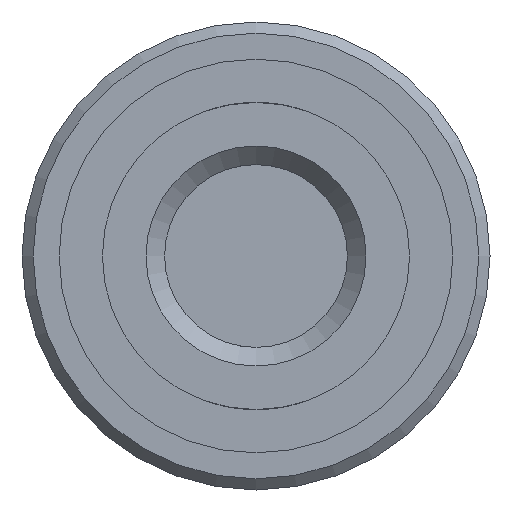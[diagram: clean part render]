
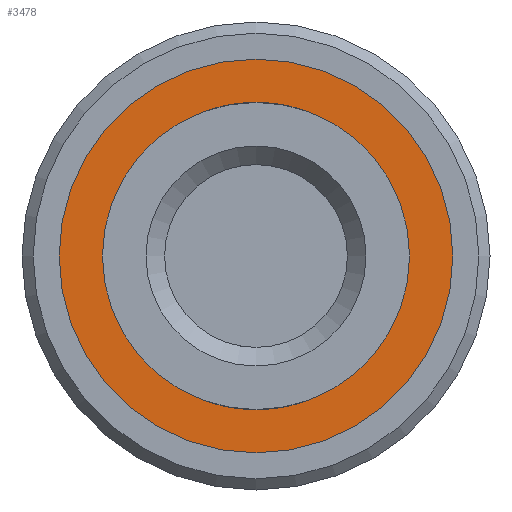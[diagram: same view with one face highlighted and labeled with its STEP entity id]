
A CAD part, left-side view. The second image highlights one B-rep face of the part: STEP entity #3478.
In plain terms, the highlighted planar face has unit normal (-1, 0, 0).
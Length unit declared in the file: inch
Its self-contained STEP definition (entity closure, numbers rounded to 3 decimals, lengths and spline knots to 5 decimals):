
#126 = CARTESIAN_POINT ( 'NONE',  ( -0.04153, 0., 0.05299 ) ) ;
#187 = DIRECTION ( 'NONE',  ( -1., 0., 0. ) ) ;
#198 = CARTESIAN_POINT ( 'NONE',  ( -0.04153, 0., 0. ) ) ;
#426 = EDGE_CURVE ( 'NONE', #2035, #2035, #3473, .T. ) ;
#430 = AXIS2_PLACEMENT_3D ( 'NONE', #831, #545, #2588 ) ;
#508 = AXIS2_PLACEMENT_3D ( 'NONE', #2587, #3760, #2888 ) ;
#542 = PLANE ( 'NONE',  #508 ) ;
#545 = DIRECTION ( 'NONE',  ( -1., 0., 0. ) ) ;
#768 = DIRECTION ( 'NONE',  ( 0., 0., 1. ) ) ;
#786 = AXIS2_PLACEMENT_3D ( 'NONE', #198, #187, #768 ) ;
#831 = CARTESIAN_POINT ( 'NONE',  ( -0.04153, 0., 0. ) ) ;
#1170 = FACE_BOUND ( 'NONE', #2572, .T. ) ;
#1315 = EDGE_CURVE ( 'NONE', #1594, #1594, #2921, .T. ) ;
#1594 = VERTEX_POINT ( 'NONE', #126 ) ;
#1619 = ORIENTED_EDGE ( 'NONE', *, *, #426, .F. ) ;
#2035 = VERTEX_POINT ( 'NONE', #3355 ) ;
#2222 = ORIENTED_EDGE ( 'NONE', *, *, #1315, .T. ) ;
#2572 = EDGE_LOOP ( 'NONE', ( #1619 ) ) ;
#2587 = CARTESIAN_POINT ( 'NONE',  ( -0.04153, 0., 0. ) ) ;
#2588 = DIRECTION ( 'NONE',  ( 0., 0., 1. ) ) ;
#2607 = EDGE_LOOP ( 'NONE', ( #2222 ) ) ;
#2888 = DIRECTION ( 'NONE',  ( 0., 0., 1. ) ) ;
#2921 = CIRCLE ( 'NONE', #430, 0.05299 ) ;
#3355 = CARTESIAN_POINT ( 'NONE',  ( -0.04153, 0., 0.04134 ) ) ;
#3473 = CIRCLE ( 'NONE', #786, 0.04134 ) ;
#3478 = ADVANCED_FACE ( 'NONE', ( #1170, #3544 ), #542, .T. ) ;
#3544 = FACE_OUTER_BOUND ( 'NONE', #2607, .T. ) ;
#3760 = DIRECTION ( 'NONE',  ( -1., 0., 0. ) ) ;
